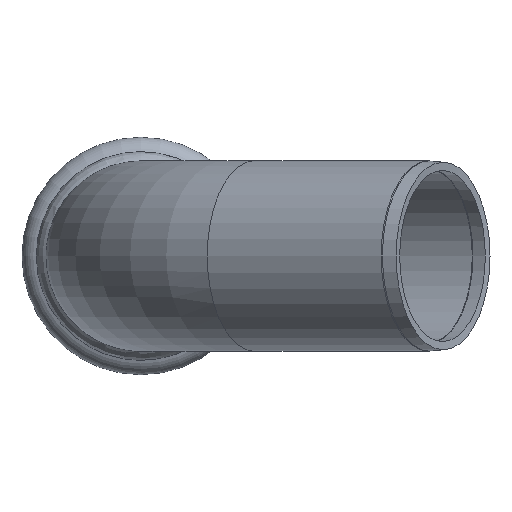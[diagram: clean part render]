
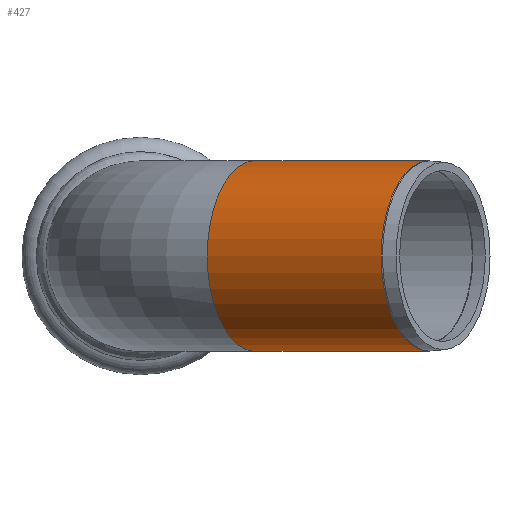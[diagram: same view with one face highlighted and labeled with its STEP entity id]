
A CAD part, left-side view. The second image highlights one B-rep face of the part: STEP entity #427.
In plain terms, the highlighted cylindrical face has radius 17.5 mm (diameter 35 mm), a full revolution.
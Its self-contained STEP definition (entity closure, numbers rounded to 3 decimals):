
#30=LINE('',#780,#40);
#40=VECTOR('',#634,17.5);
#47=CYLINDRICAL_SURFACE('',#503,17.5);
#60=FACE_OUTER_BOUND('',#79,.T.);
#79=EDGE_LOOP('',(#334,#335,#336,#337,#338,#339,#340));
#122=CIRCLE('',#499,17.5);
#123=CIRCLE('',#500,17.5);
#124=CIRCLE('',#501,17.5);
#126=CIRCLE('',#504,17.5);
#127=CIRCLE('',#505,17.5);
#174=VERTEX_POINT('',#769);
#175=VERTEX_POINT('',#770);
#176=VERTEX_POINT('',#772);
#177=VERTEX_POINT('',#777);
#178=VERTEX_POINT('',#778);
#234=EDGE_CURVE('',#174,#175,#122,.T.);
#235=EDGE_CURVE('',#176,#174,#123,.T.);
#236=EDGE_CURVE('',#175,#176,#124,.T.);
#238=EDGE_CURVE('',#177,#178,#126,.T.);
#239=EDGE_CURVE('',#178,#176,#30,.T.);
#240=EDGE_CURVE('',#178,#177,#127,.T.);
#334=ORIENTED_EDGE('',*,*,#238,.T.);
#335=ORIENTED_EDGE('',*,*,#239,.T.);
#336=ORIENTED_EDGE('',*,*,#235,.T.);
#337=ORIENTED_EDGE('',*,*,#234,.T.);
#338=ORIENTED_EDGE('',*,*,#236,.T.);
#339=ORIENTED_EDGE('',*,*,#239,.F.);
#340=ORIENTED_EDGE('',*,*,#240,.T.);
#427=ADVANCED_FACE('',(#60),#47,.T.);
#499=AXIS2_PLACEMENT_3D('',#771,#622,#623);
#500=AXIS2_PLACEMENT_3D('',#773,#624,#625);
#501=AXIS2_PLACEMENT_3D('',#774,#626,#627);
#503=AXIS2_PLACEMENT_3D('',#776,#630,#631);
#504=AXIS2_PLACEMENT_3D('',#779,#632,#633);
#505=AXIS2_PLACEMENT_3D('',#781,#635,#636);
#622=DIRECTION('center_axis',(0.5,0.866,0.));
#623=DIRECTION('ref_axis',(0.866,-0.5,0.));
#624=DIRECTION('center_axis',(0.5,0.866,0.));
#625=DIRECTION('ref_axis',(0.866,-0.5,0.));
#626=DIRECTION('center_axis',(0.5,0.866,0.));
#627=DIRECTION('ref_axis',(0.866,-0.5,0.));
#630=DIRECTION('center_axis',(0.5,0.866,0.));
#631=DIRECTION('ref_axis',(-0.866,0.5,0.));
#632=DIRECTION('center_axis',(-0.5,-0.866,0.));
#633=DIRECTION('ref_axis',(0.,0.,-1.));
#634=DIRECTION('',(-0.5,-0.866,0.));
#635=DIRECTION('center_axis',(-0.5,-0.866,0.));
#636=DIRECTION('ref_axis',(0.,0.,-1.));
#769=CARTESIAN_POINT('',(-96.002,-44.246,0.));
#770=CARTESIAN_POINT('',(-80.846,-52.996,17.5));
#771=CARTESIAN_POINT('Origin',(-80.846,-52.996,0.));
#772=CARTESIAN_POINT('',(-65.691,-61.746,0.));
#773=CARTESIAN_POINT('Origin',(-80.846,-52.996,0.));
#774=CARTESIAN_POINT('Origin',(-80.846,-52.996,0.));
#776=CARTESIAN_POINT('Origin',(-71.61,-36.998,0.));
#777=CARTESIAN_POINT('',(-62.373,-21.,17.5));
#778=CARTESIAN_POINT('',(-47.218,-29.75,0.));
#779=CARTESIAN_POINT('Origin',(-62.373,-21.,0.));
#780=CARTESIAN_POINT('',(-56.454,-45.748,0.));
#781=CARTESIAN_POINT('Origin',(-62.373,-21.,0.));
